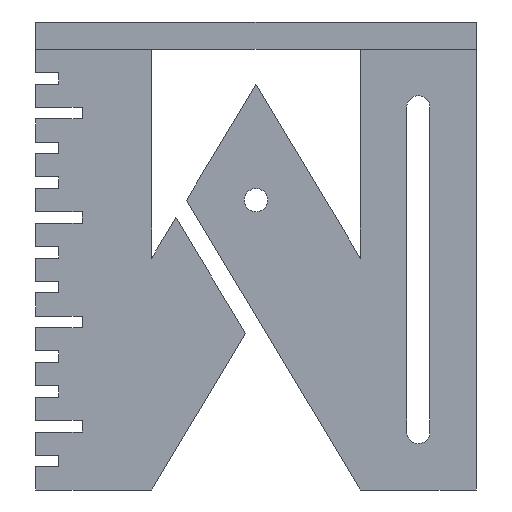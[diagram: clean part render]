
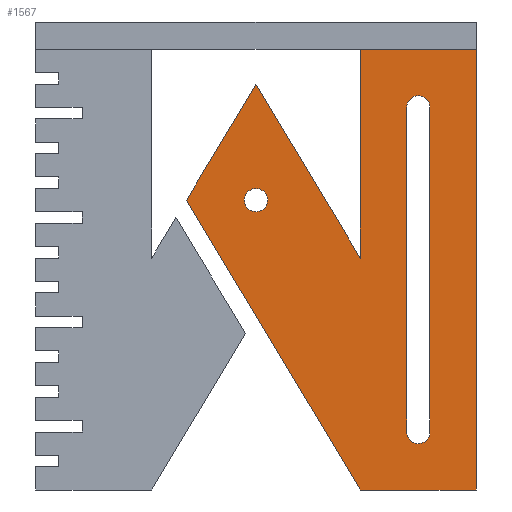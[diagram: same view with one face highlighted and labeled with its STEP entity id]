
A CAD part, front view. The second image highlights one B-rep face of the part: STEP entity #1567.
In plain terms, the highlighted planar face has unit normal (0, -1, 0).
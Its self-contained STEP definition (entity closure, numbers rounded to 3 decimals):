
#21=FACE_BOUND('',#200,.T.);
#22=FACE_BOUND('',#201,.T.);
#33=PLANE('',#1657);
#115=FACE_OUTER_BOUND('',#199,.T.);
#199=EDGE_LOOP('',(#1170,#1171,#1172,#1173,#1174,#1175,#1176));
#200=EDGE_LOOP('',(#1177,#1178,#1179,#1180));
#201=EDGE_LOOP('',(#1181,#1182,#1183,#1184,#1185,#1186));
#267=LINE('',#2108,#479);
#272=LINE('',#2152,#484);
#279=LINE('',#2251,#491);
#283=LINE('',#2259,#495);
#286=LINE('',#2265,#498);
#289=LINE('',#2271,#501);
#292=LINE('',#2277,#504);
#295=LINE('',#2283,#507);
#298=LINE('',#2288,#510);
#479=VECTOR('',#1727,20.);
#484=VECTOR('',#1734,20.);
#491=VECTOR('',#1743,20.);
#495=VECTOR('',#1749,20.);
#498=VECTOR('',#1754,20.);
#501=VECTOR('',#1759,20.);
#504=VECTOR('',#1764,20.);
#507=VECTOR('',#1769,20.);
#510=VECTOR('',#1774,20.);
#689=(
BOUNDED_CURVE()
B_SPLINE_CURVE(3,(#2094,#2095,#2096,#2097),.UNSPECIFIED.,.F.,.F.)
B_SPLINE_CURVE_WITH_KNOTS((4,4),(0.,1.),.UNSPECIFIED.)
CURVE()
GEOMETRIC_REPRESENTATION_ITEM()
RATIONAL_B_SPLINE_CURVE((1.,1.,1.,1.))
REPRESENTATION_ITEM('')
);
#691=(
BOUNDED_CURVE()
B_SPLINE_CURVE(3,(#2121,#2122,#2123,#2124),.UNSPECIFIED.,.F.,.F.)
B_SPLINE_CURVE_WITH_KNOTS((4,4),(0.,1.),.UNSPECIFIED.)
CURVE()
GEOMETRIC_REPRESENTATION_ITEM()
RATIONAL_B_SPLINE_CURVE((1.,1.,1.,1.))
REPRESENTATION_ITEM('')
);
#693=(
BOUNDED_CURVE()
B_SPLINE_CURVE(3,(#2140,#2141,#2142,#2143),.UNSPECIFIED.,.F.,.F.)
B_SPLINE_CURVE_WITH_KNOTS((4,4),(0.,1.),.UNSPECIFIED.)
CURVE()
GEOMETRIC_REPRESENTATION_ITEM()
RATIONAL_B_SPLINE_CURVE((1.,1.,1.,1.))
REPRESENTATION_ITEM('')
);
#695=(
BOUNDED_CURVE()
B_SPLINE_CURVE(3,(#2164,#2165,#2166,#2167),.UNSPECIFIED.,.F.,.F.)
B_SPLINE_CURVE_WITH_KNOTS((4,4),(0.,1.),.UNSPECIFIED.)
CURVE()
GEOMETRIC_REPRESENTATION_ITEM()
RATIONAL_B_SPLINE_CURVE((1.,1.,1.,1.))
REPRESENTATION_ITEM('')
);
#697=(
BOUNDED_CURVE()
B_SPLINE_CURVE(3,(#2182,#2183,#2184,#2185),.UNSPECIFIED.,.F.,.F.)
B_SPLINE_CURVE_WITH_KNOTS((4,4),(0.,1.),.UNSPECIFIED.)
CURVE()
GEOMETRIC_REPRESENTATION_ITEM()
RATIONAL_B_SPLINE_CURVE((1.,1.,1.,1.))
REPRESENTATION_ITEM('')
);
#699=(
BOUNDED_CURVE()
B_SPLINE_CURVE(3,(#2203,#2204,#2205,#2206),.UNSPECIFIED.,.F.,.F.)
B_SPLINE_CURVE_WITH_KNOTS((4,4),(0.,1.),.UNSPECIFIED.)
CURVE()
GEOMETRIC_REPRESENTATION_ITEM()
RATIONAL_B_SPLINE_CURVE((1.,1.,1.,1.))
REPRESENTATION_ITEM('')
);
#701=(
BOUNDED_CURVE()
B_SPLINE_CURVE(3,(#2222,#2223,#2224,#2225),.UNSPECIFIED.,.F.,.F.)
B_SPLINE_CURVE_WITH_KNOTS((4,4),(0.,1.),.UNSPECIFIED.)
CURVE()
GEOMETRIC_REPRESENTATION_ITEM()
RATIONAL_B_SPLINE_CURVE((1.,1.,1.,1.))
REPRESENTATION_ITEM('')
);
#703=(
BOUNDED_CURVE()
B_SPLINE_CURVE(3,(#2240,#2241,#2242,#2243),.UNSPECIFIED.,.F.,.F.)
B_SPLINE_CURVE_WITH_KNOTS((4,4),(0.,1.),.UNSPECIFIED.)
CURVE()
GEOMETRIC_REPRESENTATION_ITEM()
RATIONAL_B_SPLINE_CURVE((1.,1.,1.,1.))
REPRESENTATION_ITEM('')
);
#705=VERTEX_POINT('',#2092);
#706=VERTEX_POINT('',#2093);
#709=VERTEX_POINT('',#2107);
#711=VERTEX_POINT('',#2120);
#713=VERTEX_POINT('',#2139);
#715=VERTEX_POINT('',#2151);
#717=VERTEX_POINT('',#2180);
#718=VERTEX_POINT('',#2181);
#721=VERTEX_POINT('',#2202);
#723=VERTEX_POINT('',#2221);
#725=VERTEX_POINT('',#2249);
#726=VERTEX_POINT('',#2250);
#729=VERTEX_POINT('',#2258);
#731=VERTEX_POINT('',#2264);
#733=VERTEX_POINT('',#2270);
#735=VERTEX_POINT('',#2276);
#737=VERTEX_POINT('',#2282);
#857=EDGE_CURVE('',#705,#706,#689,.T.);
#861=EDGE_CURVE('',#709,#705,#267,.T.);
#864=EDGE_CURVE('',#711,#709,#691,.T.);
#867=EDGE_CURVE('',#713,#711,#693,.T.);
#870=EDGE_CURVE('',#715,#713,#272,.T.);
#873=EDGE_CURVE('',#706,#715,#695,.T.);
#875=EDGE_CURVE('',#717,#718,#697,.T.);
#879=EDGE_CURVE('',#721,#717,#699,.T.);
#882=EDGE_CURVE('',#723,#721,#701,.T.);
#885=EDGE_CURVE('',#718,#723,#703,.T.);
#887=EDGE_CURVE('',#725,#726,#279,.T.);
#891=EDGE_CURVE('',#729,#725,#283,.T.);
#894=EDGE_CURVE('',#731,#729,#286,.T.);
#897=EDGE_CURVE('',#733,#731,#289,.T.);
#900=EDGE_CURVE('',#735,#733,#292,.T.);
#903=EDGE_CURVE('',#737,#735,#295,.T.);
#906=EDGE_CURVE('',#726,#737,#298,.T.);
#1170=ORIENTED_EDGE('',*,*,#906,.F.);
#1171=ORIENTED_EDGE('',*,*,#887,.F.);
#1172=ORIENTED_EDGE('',*,*,#891,.F.);
#1173=ORIENTED_EDGE('',*,*,#894,.F.);
#1174=ORIENTED_EDGE('',*,*,#897,.F.);
#1175=ORIENTED_EDGE('',*,*,#900,.F.);
#1176=ORIENTED_EDGE('',*,*,#903,.F.);
#1177=ORIENTED_EDGE('',*,*,#885,.F.);
#1178=ORIENTED_EDGE('',*,*,#875,.F.);
#1179=ORIENTED_EDGE('',*,*,#879,.F.);
#1180=ORIENTED_EDGE('',*,*,#882,.F.);
#1181=ORIENTED_EDGE('',*,*,#873,.F.);
#1182=ORIENTED_EDGE('',*,*,#857,.F.);
#1183=ORIENTED_EDGE('',*,*,#861,.F.);
#1184=ORIENTED_EDGE('',*,*,#864,.F.);
#1185=ORIENTED_EDGE('',*,*,#867,.F.);
#1186=ORIENTED_EDGE('',*,*,#870,.F.);
#1567=ADVANCED_FACE('',(#115,#21,#22),#33,.F.);
#1657=AXIS2_PLACEMENT_3D('',#2291,#1778,#1779);
#1727=DIRECTION('',(0.,0.,-1.));
#1734=DIRECTION('',(0.,0.,1.));
#1743=DIRECTION('',(0.,0.,-1.));
#1749=DIRECTION('',(1.,0.,0.));
#1754=DIRECTION('',(0.,0.,1.));
#1759=DIRECTION('',(0.514,0.,-0.857));
#1764=DIRECTION('',(0.514,0.,0.857));
#1769=DIRECTION('',(-0.514,0.,0.857));
#1774=DIRECTION('',(-1.,0.,0.));
#1778=DIRECTION('center_axis',(0.,1.,0.));
#1779=DIRECTION('ref_axis',(1.,0.,0.));
#2092=CARTESIAN_POINT('',(141.817,-1.5,-5.292));
#2093=CARTESIAN_POINT('',(146.05,-1.5,-9.525));
#2094=CARTESIAN_POINT('Ctrl Pts',(141.817,-1.5,-5.292));
#2095=CARTESIAN_POINT('Ctrl Pts',(141.817,-1.5,-7.62));
#2096=CARTESIAN_POINT('Ctrl Pts',(143.722,-1.5,-9.525));
#2097=CARTESIAN_POINT('Ctrl Pts',(146.05,-1.5,-9.525));
#2107=CARTESIAN_POINT('',(141.817,-1.5,113.242));
#2108=CARTESIAN_POINT('',(141.817,-1.5,113.242));
#2120=CARTESIAN_POINT('',(146.05,-1.5,117.475));
#2121=CARTESIAN_POINT('Ctrl Pts',(146.05,-1.5,117.475));
#2122=CARTESIAN_POINT('Ctrl Pts',(143.722,-1.5,117.475));
#2123=CARTESIAN_POINT('Ctrl Pts',(141.817,-1.5,115.57));
#2124=CARTESIAN_POINT('Ctrl Pts',(141.817,-1.5,113.242));
#2139=CARTESIAN_POINT('',(150.283,-1.5,113.242));
#2140=CARTESIAN_POINT('Ctrl Pts',(150.283,-1.5,113.242));
#2141=CARTESIAN_POINT('Ctrl Pts',(150.283,-1.5,115.57));
#2142=CARTESIAN_POINT('Ctrl Pts',(148.378,-1.5,117.475));
#2143=CARTESIAN_POINT('Ctrl Pts',(146.05,-1.5,117.475));
#2151=CARTESIAN_POINT('',(150.283,-1.5,-5.292));
#2152=CARTESIAN_POINT('',(150.283,-1.5,-5.292));
#2164=CARTESIAN_POINT('Ctrl Pts',(146.05,-1.5,-9.525));
#2165=CARTESIAN_POINT('Ctrl Pts',(148.378,-1.5,-9.525));
#2166=CARTESIAN_POINT('Ctrl Pts',(150.283,-1.5,-7.62));
#2167=CARTESIAN_POINT('Ctrl Pts',(150.283,-1.5,-5.292));
#2180=CARTESIAN_POINT('',(82.55,-1.5,79.375));
#2181=CARTESIAN_POINT('',(86.783,-1.5,75.142));
#2182=CARTESIAN_POINT('Ctrl Pts',(82.55,-1.5,79.375));
#2183=CARTESIAN_POINT('Ctrl Pts',(82.55,-1.5,77.047));
#2184=CARTESIAN_POINT('Ctrl Pts',(84.455,-1.5,75.142));
#2185=CARTESIAN_POINT('Ctrl Pts',(86.783,-1.5,75.142));
#2202=CARTESIAN_POINT('',(86.783,-1.5,83.608));
#2203=CARTESIAN_POINT('Ctrl Pts',(86.783,-1.5,83.608));
#2204=CARTESIAN_POINT('Ctrl Pts',(84.455,-1.5,83.608));
#2205=CARTESIAN_POINT('Ctrl Pts',(82.55,-1.5,81.703));
#2206=CARTESIAN_POINT('Ctrl Pts',(82.55,-1.5,79.375));
#2221=CARTESIAN_POINT('',(91.017,-1.5,79.375));
#2222=CARTESIAN_POINT('Ctrl Pts',(91.017,-1.5,79.375));
#2223=CARTESIAN_POINT('Ctrl Pts',(91.017,-1.5,81.703));
#2224=CARTESIAN_POINT('Ctrl Pts',(89.112,-1.5,83.608));
#2225=CARTESIAN_POINT('Ctrl Pts',(86.783,-1.5,83.608));
#2240=CARTESIAN_POINT('Ctrl Pts',(86.783,-1.5,75.142));
#2241=CARTESIAN_POINT('Ctrl Pts',(89.112,-1.5,75.142));
#2242=CARTESIAN_POINT('Ctrl Pts',(91.017,-1.5,77.047));
#2243=CARTESIAN_POINT('Ctrl Pts',(91.017,-1.5,79.375));
#2249=CARTESIAN_POINT('',(167.217,-1.5,134.408));
#2250=CARTESIAN_POINT('',(167.217,-1.5,-26.458));
#2251=CARTESIAN_POINT('',(167.217,-1.5,134.408));
#2258=CARTESIAN_POINT('',(124.883,-1.5,134.408));
#2259=CARTESIAN_POINT('',(124.883,-1.5,134.408));
#2264=CARTESIAN_POINT('',(124.883,-1.5,58.208));
#2265=CARTESIAN_POINT('',(124.883,-1.5,58.208));
#2270=CARTESIAN_POINT('',(86.783,-1.5,121.708));
#2271=CARTESIAN_POINT('',(86.783,-1.5,121.708));
#2276=CARTESIAN_POINT('',(61.383,-1.5,79.375));
#2277=CARTESIAN_POINT('',(61.383,-1.5,79.375));
#2282=CARTESIAN_POINT('',(124.883,-1.5,-26.458));
#2283=CARTESIAN_POINT('',(124.883,-1.5,-26.458));
#2288=CARTESIAN_POINT('',(167.217,-1.5,-26.458));
#2291=CARTESIAN_POINT('Origin',(114.3,-1.5,53.975));
